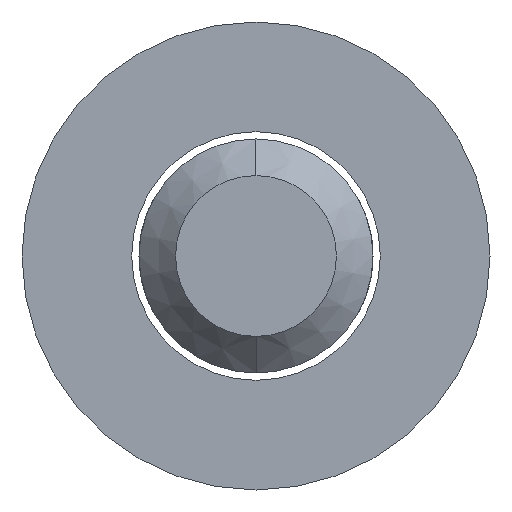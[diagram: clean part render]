
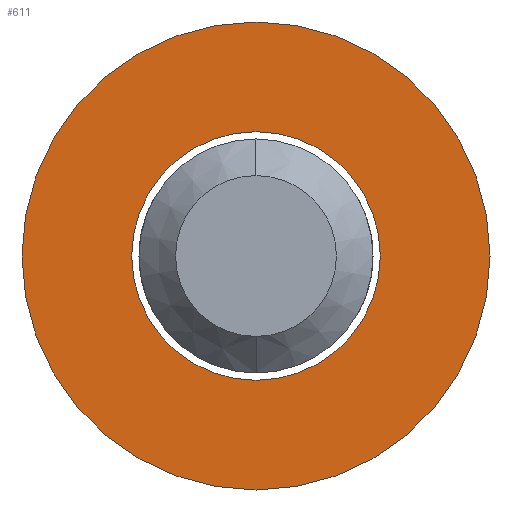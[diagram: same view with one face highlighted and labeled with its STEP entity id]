
A CAD part, left-side view. The second image highlights one B-rep face of the part: STEP entity #611.
In plain terms, the highlighted planar face has unit normal (-1, 0, 0).
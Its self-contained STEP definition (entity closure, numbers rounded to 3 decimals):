
#24 = VERTEX_POINT ( 'NONE', #586 ) ;
#32 = PLANE ( 'NONE',  #54 ) ;
#50 = CARTESIAN_POINT ( 'NONE',  ( 6., 0., 0. ) ) ;
#54 = AXIS2_PLACEMENT_3D ( 'NONE', #369, #623, #522 ) ;
#59 = DIRECTION ( 'NONE',  ( -1., 0., 0. ) ) ;
#106 = CARTESIAN_POINT ( 'NONE',  ( 6., 0., 0. ) ) ;
#109 = EDGE_CURVE ( 'NONE', #24, #139, #618, .T. ) ;
#139 = VERTEX_POINT ( 'NONE', #398 ) ;
#148 = DIRECTION ( 'NONE',  ( 0., 0., 1. ) ) ;
#163 = DIRECTION ( 'NONE',  ( 0., 0., 1. ) ) ;
#175 = FACE_BOUND ( 'NONE', #540, .T. ) ;
#205 = DIRECTION ( 'NONE',  ( 0., 0., 1. ) ) ;
#207 = CIRCLE ( 'NONE', #402, 16. ) ;
#209 = DIRECTION ( 'NONE',  ( -1., 0., 0. ) ) ;
#223 = EDGE_CURVE ( 'NONE', #625, #524, #356, .T. ) ;
#230 = FACE_OUTER_BOUND ( 'NONE', #233, .T. ) ;
#233 = EDGE_LOOP ( 'NONE', ( #419, #579 ) ) ;
#244 = DIRECTION ( 'NONE',  ( -1., 0., 0. ) ) ;
#254 = DIRECTION ( 'NONE',  ( -1., 0., 0. ) ) ;
#268 = CARTESIAN_POINT ( 'NONE',  ( 6., 0., 16. ) ) ;
#315 = AXIS2_PLACEMENT_3D ( 'NONE', #415, #209, #401 ) ;
#324 = ORIENTED_EDGE ( 'NONE', *, *, #459, .F. ) ;
#356 = CIRCLE ( 'NONE', #315, 16. ) ;
#369 = CARTESIAN_POINT ( 'NONE',  ( 6., 0., 0. ) ) ;
#381 = CIRCLE ( 'NONE', #513, 8.5 ) ;
#398 = CARTESIAN_POINT ( 'NONE',  ( 6., 0., 8.5 ) ) ;
#401 = DIRECTION ( 'NONE',  ( 0., 0., 1. ) ) ;
#402 = AXIS2_PLACEMENT_3D ( 'NONE', #106, #254, #163 ) ;
#415 = CARTESIAN_POINT ( 'NONE',  ( 6., 0., 0. ) ) ;
#419 = ORIENTED_EDGE ( 'NONE', *, *, #515, .T. ) ;
#422 = ORIENTED_EDGE ( 'NONE', *, *, #109, .F. ) ;
#444 = AXIS2_PLACEMENT_3D ( 'NONE', #50, #244, #148 ) ;
#449 = CARTESIAN_POINT ( 'NONE',  ( 6., 0., -16. ) ) ;
#459 = EDGE_CURVE ( 'NONE', #139, #24, #381, .T. ) ;
#508 = CARTESIAN_POINT ( 'NONE',  ( 6., 0., 0. ) ) ;
#513 = AXIS2_PLACEMENT_3D ( 'NONE', #508, #59, #205 ) ;
#515 = EDGE_CURVE ( 'NONE', #524, #625, #207, .T. ) ;
#522 = DIRECTION ( 'NONE',  ( 0., 0., 1. ) ) ;
#524 = VERTEX_POINT ( 'NONE', #449 ) ;
#540 = EDGE_LOOP ( 'NONE', ( #422, #324 ) ) ;
#579 = ORIENTED_EDGE ( 'NONE', *, *, #223, .T. ) ;
#586 = CARTESIAN_POINT ( 'NONE',  ( 6., 0., -8.5 ) ) ;
#611 = ADVANCED_FACE ( 'NONE', ( #230, #175 ), #32, .T. ) ;
#618 = CIRCLE ( 'NONE', #444, 8.5 ) ;
#623 = DIRECTION ( 'NONE',  ( -1., 0., 0. ) ) ;
#625 = VERTEX_POINT ( 'NONE', #268 ) ;
